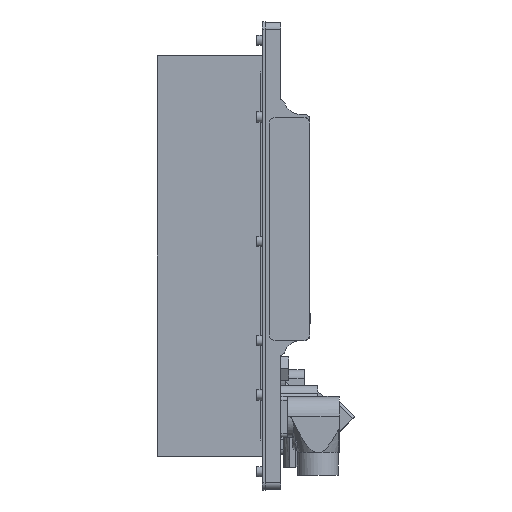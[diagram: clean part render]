
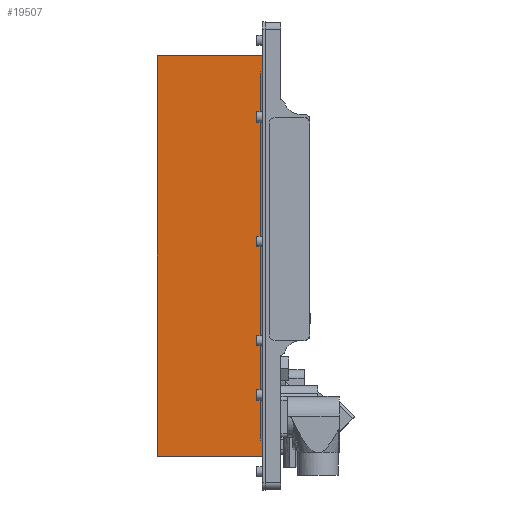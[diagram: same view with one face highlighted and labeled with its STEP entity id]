
A CAD part, left-side view. The second image highlights one B-rep face of the part: STEP entity #19507.
In plain terms, the highlighted face is planar.
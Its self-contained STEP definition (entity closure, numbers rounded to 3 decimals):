
#415 = CARTESIAN_POINT ( 'NONE',  ( -135., 0., -2. ) ) ;
#875 = CARTESIAN_POINT ( 'NONE',  ( -137., 0., 11. ) ) ;
#1172 = EDGE_CURVE ( 'NONE', #7805, #5752, #6238, .T. ) ;
#2545 = CARTESIAN_POINT ( 'NONE',  ( 137., 0., -2. ) ) ;
#2557 = AXIS2_PLACEMENT_3D ( 'NONE', #10589, #22159, #8631 ) ;
#2709 = CARTESIAN_POINT ( 'NONE',  ( -137., 0., 70.004 ) ) ;
#3302 = DIRECTION ( 'NONE',  ( 0., 0., -1. ) ) ;
#3965 = EDGE_LOOP ( 'NONE', ( #17288, #20387, #17991, #12290 ) ) ;
#4122 = DIRECTION ( 'NONE',  ( 0., 0., 1. ) ) ;
#4758 = VERTEX_POINT ( 'NONE', #8948 ) ;
#5752 = VERTEX_POINT ( 'NONE', #18535 ) ;
#6238 = LINE ( 'NONE', #2709, #6911 ) ;
#6911 = VECTOR ( 'NONE', #10163, 1000. ) ;
#6935 = CARTESIAN_POINT ( 'NONE',  ( -137., 0., 70.004 ) ) ;
#7805 = VERTEX_POINT ( 'NONE', #6935 ) ;
#8631 = DIRECTION ( 'NONE',  ( 1., 0., 0. ) ) ;
#8948 = CARTESIAN_POINT ( 'NONE',  ( -137., 0., -2. ) ) ;
#8997 = PLANE ( 'NONE',  #2557 ) ;
#9296 = EDGE_CURVE ( 'NONE', #19028, #4758, #17228, .T. ) ;
#10163 = DIRECTION ( 'NONE',  ( 1., 0., 0. ) ) ;
#10200 = DIRECTION ( 'NONE',  ( -1., 0., 0. ) ) ;
#10589 = CARTESIAN_POINT ( 'NONE',  ( 0., 0., 0. ) ) ;
#11247 = LINE ( 'NONE', #19109, #19526 ) ;
#12290 = ORIENTED_EDGE ( 'NONE', *, *, #1172, .F. ) ;
#14302 = EDGE_CURVE ( 'NONE', #7805, #4758, #21259, .T. ) ;
#17228 = LINE ( 'NONE', #415, #21766 ) ;
#17288 = ORIENTED_EDGE ( 'NONE', *, *, #14302, .T. ) ;
#17991 = ORIENTED_EDGE ( 'NONE', *, *, #20665, .T. ) ;
#18535 = CARTESIAN_POINT ( 'NONE',  ( 137., 0., 70.004 ) ) ;
#19028 = VERTEX_POINT ( 'NONE', #2545 ) ;
#19109 = CARTESIAN_POINT ( 'NONE',  ( 137., 0., 11. ) ) ;
#19507 = ADVANCED_FACE ( 'NONE', ( #23752 ), #8997, .T. ) ;
#19526 = VECTOR ( 'NONE', #4122, 1000. ) ;
#20387 = ORIENTED_EDGE ( 'NONE', *, *, #9296, .F. ) ;
#20665 = EDGE_CURVE ( 'NONE', #19028, #5752, #11247, .T. ) ;
#21259 = LINE ( 'NONE', #875, #23201 ) ;
#21766 = VECTOR ( 'NONE', #10200, 1000. ) ;
#22159 = DIRECTION ( 'NONE',  ( 0., -1., 0. ) ) ;
#23201 = VECTOR ( 'NONE', #3302, 1000. ) ;
#23752 = FACE_OUTER_BOUND ( 'NONE', #3965, .T. ) ;
